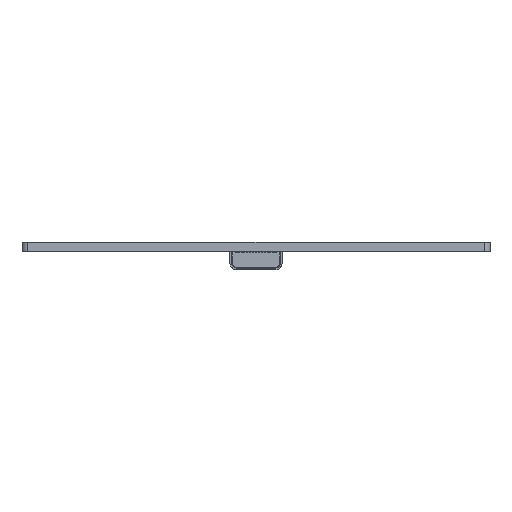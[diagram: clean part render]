
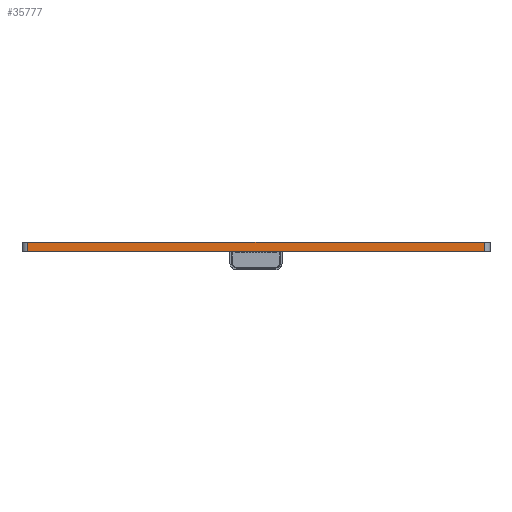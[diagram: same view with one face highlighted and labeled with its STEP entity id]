
A CAD part, front view. The second image highlights one B-rep face of the part: STEP entity #35777.
In plain terms, the highlighted planar face has unit normal (0, -1, 0).
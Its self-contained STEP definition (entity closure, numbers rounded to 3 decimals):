
#24747 = PLANE('',#24748);
#24748 = AXIS2_PLACEMENT_3D('',#24749,#24750,#24751);
#24749 = CARTESIAN_POINT('',(133.35,-84.044,1.6));
#24750 = DIRECTION('',(0.,0.,1.));
#24751 = DIRECTION('',(1.,0.,-0.));
#24802 = PLANE('',#24803);
#24803 = AXIS2_PLACEMENT_3D('',#24804,#24805,#24806);
#24804 = CARTESIAN_POINT('',(133.35,-84.044,0.));
#24805 = DIRECTION('',(0.,0.,1.));
#24806 = DIRECTION('',(1.,0.,-0.));
#25109 = VERTEX_POINT('',#25110);
#25110 = CARTESIAN_POINT('',(94.298,-135.255,0.));
#25125 = CYLINDRICAL_SURFACE('',#25126,0.953);
#25126 = AXIS2_PLACEMENT_3D('',#25127,#25128,#25129);
#25127 = CARTESIAN_POINT('',(94.298,-134.302,0.));
#25128 = DIRECTION('',(-0.,-0.,-1.));
#25129 = DIRECTION('',(1.,0.,-0.));
#25137 = EDGE_CURVE('',#25138,#25109,#25140,.T.);
#25138 = VERTEX_POINT('',#25139);
#25139 = CARTESIAN_POINT('',(172.403,-135.255,0.));
#25140 = SURFACE_CURVE('',#25141,(#25145,#25152),.PCURVE_S1.);
#25141 = LINE('',#25142,#25143);
#25142 = CARTESIAN_POINT('',(172.403,-135.255,0.));
#25143 = VECTOR('',#25144,1.);
#25144 = DIRECTION('',(-1.,0.,0.));
#25145 = PCURVE('',#24802,#25146);
#25146 = DEFINITIONAL_REPRESENTATION('',(#25147),#25151);
#25147 = LINE('',#25148,#25149);
#25148 = CARTESIAN_POINT('',(39.053,-51.211));
#25149 = VECTOR('',#25150,1.);
#25150 = DIRECTION('',(-1.,0.));
#25151 = ( GEOMETRIC_REPRESENTATION_CONTEXT(2) 
PARAMETRIC_REPRESENTATION_CONTEXT() REPRESENTATION_CONTEXT('2D SPACE',''
  ) );
#25152 = PCURVE('',#25153,#25158);
#25153 = PLANE('',#25154);
#25154 = AXIS2_PLACEMENT_3D('',#25155,#25156,#25157);
#25155 = CARTESIAN_POINT('',(172.403,-135.255,0.));
#25156 = DIRECTION('',(0.,-1.,0.));
#25157 = DIRECTION('',(-1.,0.,0.));
#25158 = DEFINITIONAL_REPRESENTATION('',(#25159),#25163);
#25159 = LINE('',#25160,#25161);
#25160 = CARTESIAN_POINT('',(0.,-0.));
#25161 = VECTOR('',#25162,1.);
#25162 = DIRECTION('',(1.,0.));
#25163 = ( GEOMETRIC_REPRESENTATION_CONTEXT(2) 
PARAMETRIC_REPRESENTATION_CONTEXT() REPRESENTATION_CONTEXT('2D SPACE',''
  ) );
#25182 = CYLINDRICAL_SURFACE('',#25183,0.953);
#25183 = AXIS2_PLACEMENT_3D('',#25184,#25185,#25186);
#25184 = CARTESIAN_POINT('',(172.402,-134.302,0.));
#25185 = DIRECTION('',(-0.,-0.,-1.));
#25186 = DIRECTION('',(1.,0.,-0.));
#30867 = VERTEX_POINT('',#30868);
#30868 = CARTESIAN_POINT('',(94.298,-135.255,1.6));
#30890 = EDGE_CURVE('',#30891,#30867,#30893,.T.);
#30891 = VERTEX_POINT('',#30892);
#30892 = CARTESIAN_POINT('',(172.403,-135.255,1.6));
#30893 = SURFACE_CURVE('',#30894,(#30898,#30905),.PCURVE_S1.);
#30894 = LINE('',#30895,#30896);
#30895 = CARTESIAN_POINT('',(172.403,-135.255,1.6));
#30896 = VECTOR('',#30897,1.);
#30897 = DIRECTION('',(-1.,0.,0.));
#30898 = PCURVE('',#24747,#30899);
#30899 = DEFINITIONAL_REPRESENTATION('',(#30900),#30904);
#30900 = LINE('',#30901,#30902);
#30901 = CARTESIAN_POINT('',(39.053,-51.211));
#30902 = VECTOR('',#30903,1.);
#30903 = DIRECTION('',(-1.,0.));
#30904 = ( GEOMETRIC_REPRESENTATION_CONTEXT(2) 
PARAMETRIC_REPRESENTATION_CONTEXT() REPRESENTATION_CONTEXT('2D SPACE',''
  ) );
#30905 = PCURVE('',#25153,#30906);
#30906 = DEFINITIONAL_REPRESENTATION('',(#30907),#30911);
#30907 = LINE('',#30908,#30909);
#30908 = CARTESIAN_POINT('',(0.,-1.6));
#30909 = VECTOR('',#30910,1.);
#30910 = DIRECTION('',(1.,0.));
#30911 = ( GEOMETRIC_REPRESENTATION_CONTEXT(2) 
PARAMETRIC_REPRESENTATION_CONTEXT() REPRESENTATION_CONTEXT('2D SPACE',''
  ) );
#35727 = EDGE_CURVE('',#25138,#30891,#35728,.T.);
#35728 = SURFACE_CURVE('',#35729,(#35733,#35740),.PCURVE_S1.);
#35729 = LINE('',#35730,#35731);
#35730 = CARTESIAN_POINT('',(172.403,-135.255,0.));
#35731 = VECTOR('',#35732,1.);
#35732 = DIRECTION('',(0.,0.,1.));
#35733 = PCURVE('',#25182,#35734);
#35734 = DEFINITIONAL_REPRESENTATION('',(#35735),#35739);
#35735 = LINE('',#35736,#35737);
#35736 = CARTESIAN_POINT('',(-4.712,0.));
#35737 = VECTOR('',#35738,1.);
#35738 = DIRECTION('',(-0.,-1.));
#35739 = ( GEOMETRIC_REPRESENTATION_CONTEXT(2) 
PARAMETRIC_REPRESENTATION_CONTEXT() REPRESENTATION_CONTEXT('2D SPACE',''
  ) );
#35740 = PCURVE('',#25153,#35741);
#35741 = DEFINITIONAL_REPRESENTATION('',(#35742),#35746);
#35742 = LINE('',#35743,#35744);
#35743 = CARTESIAN_POINT('',(0.,-0.));
#35744 = VECTOR('',#35745,1.);
#35745 = DIRECTION('',(0.,-1.));
#35746 = ( GEOMETRIC_REPRESENTATION_CONTEXT(2) 
PARAMETRIC_REPRESENTATION_CONTEXT() REPRESENTATION_CONTEXT('2D SPACE',''
  ) );
#35777 = ADVANCED_FACE('',(#35778),#25153,.T.);
#35778 = FACE_BOUND('',#35779,.T.);
#35779 = EDGE_LOOP('',(#35780,#35781,#35782,#35803));
#35780 = ORIENTED_EDGE('',*,*,#35727,.T.);
#35781 = ORIENTED_EDGE('',*,*,#30890,.T.);
#35782 = ORIENTED_EDGE('',*,*,#35783,.F.);
#35783 = EDGE_CURVE('',#25109,#30867,#35784,.T.);
#35784 = SURFACE_CURVE('',#35785,(#35789,#35796),.PCURVE_S1.);
#35785 = LINE('',#35786,#35787);
#35786 = CARTESIAN_POINT('',(94.298,-135.255,0.));
#35787 = VECTOR('',#35788,1.);
#35788 = DIRECTION('',(0.,0.,1.));
#35789 = PCURVE('',#25153,#35790);
#35790 = DEFINITIONAL_REPRESENTATION('',(#35791),#35795);
#35791 = LINE('',#35792,#35793);
#35792 = CARTESIAN_POINT('',(78.105,0.));
#35793 = VECTOR('',#35794,1.);
#35794 = DIRECTION('',(0.,-1.));
#35795 = ( GEOMETRIC_REPRESENTATION_CONTEXT(2) 
PARAMETRIC_REPRESENTATION_CONTEXT() REPRESENTATION_CONTEXT('2D SPACE',''
  ) );
#35796 = PCURVE('',#25125,#35797);
#35797 = DEFINITIONAL_REPRESENTATION('',(#35798),#35802);
#35798 = LINE('',#35799,#35800);
#35799 = CARTESIAN_POINT('',(-4.712,0.));
#35800 = VECTOR('',#35801,1.);
#35801 = DIRECTION('',(-0.,-1.));
#35802 = ( GEOMETRIC_REPRESENTATION_CONTEXT(2) 
PARAMETRIC_REPRESENTATION_CONTEXT() REPRESENTATION_CONTEXT('2D SPACE',''
  ) );
#35803 = ORIENTED_EDGE('',*,*,#25137,.F.);
